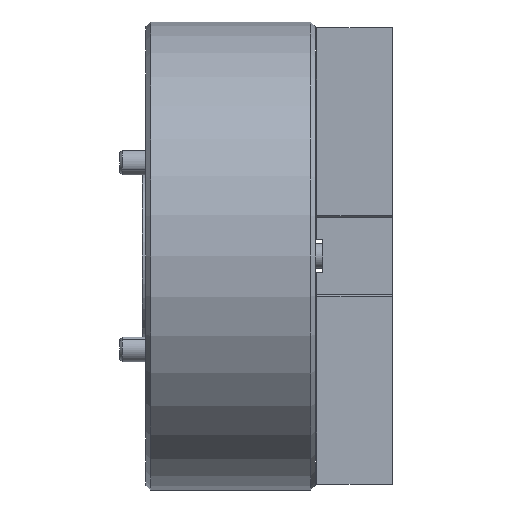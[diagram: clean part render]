
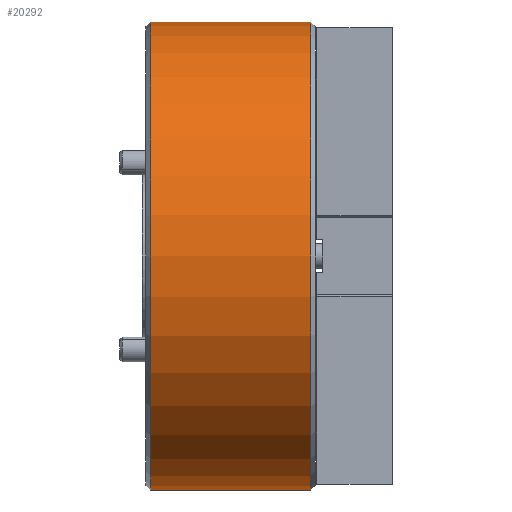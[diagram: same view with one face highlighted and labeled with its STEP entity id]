
A CAD part, front view. The second image highlights one B-rep face of the part: STEP entity #20292.
In plain terms, the highlighted cylindrical face has radius 152 mm (diameter 304 mm), a partial arc.
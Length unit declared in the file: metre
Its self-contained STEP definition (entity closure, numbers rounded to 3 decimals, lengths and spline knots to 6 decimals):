
#1130 = EDGE_CURVE ( 'NONE', #26554, #25847, #3251, .T. ) ;
#1701 = CIRCLE ( 'NONE', #7237, 0.152 ) ;
#2554 = VECTOR ( 'NONE', #23176, 1. ) ;
#2582 = DIRECTION ( 'NONE',  ( 1., 0., 0. ) ) ;
#3251 = LINE ( 'NONE', #25602, #2554 ) ;
#4382 = EDGE_CURVE ( 'NONE', #12888, #28569, #26859, .T. ) ;
#4664 = CARTESIAN_POINT ( 'NONE',  ( 0., 0., 0. ) ) ;
#5056 = ORIENTED_EDGE ( 'NONE', *, *, #15922, .T. ) ;
#5061 = CARTESIAN_POINT ( 'NONE',  ( -0.107, 0., 0. ) ) ;
#5225 = ORIENTED_EDGE ( 'NONE', *, *, #1130, .T. ) ;
#5933 = FACE_OUTER_BOUND ( 'NONE', #17784, .T. ) ;
#6062 = DIRECTION ( 'NONE',  ( -1., 0., 0. ) ) ;
#7237 = AXIS2_PLACEMENT_3D ( 'NONE', #19245, #6062, #21495 ) ;
#7287 = DIRECTION ( 'NONE',  ( 0., 0., 1. ) ) ;
#9232 = VECTOR ( 'NONE', #14652, 1. ) ;
#12111 = CARTESIAN_POINT ( 'NONE',  ( -0.003, 0., 0.152 ) ) ;
#12460 = CARTESIAN_POINT ( 'NONE',  ( 0., 0., 0.152 ) ) ;
#12888 = VERTEX_POINT ( 'NONE', #25072 ) ;
#13545 = DIRECTION ( 'NONE',  ( 0., 0., -1. ) ) ;
#14652 = DIRECTION ( 'NONE',  ( 1., 0., 0. ) ) ;
#15243 = CARTESIAN_POINT ( 'NONE',  ( -0.003, 0., -0.152 ) ) ;
#15922 = EDGE_CURVE ( 'NONE', #25847, #28569, #1701, .T. ) ;
#16247 = EDGE_CURVE ( 'NONE', #12888, #26554, #22694, .T. ) ;
#16456 = ORIENTED_EDGE ( 'NONE', *, *, #16247, .T. ) ;
#17784 = EDGE_LOOP ( 'NONE', ( #19366, #16456, #5225, #5056 ) ) ;
#18791 = AXIS2_PLACEMENT_3D ( 'NONE', #4664, #2582, #13545 ) ;
#19245 = CARTESIAN_POINT ( 'NONE',  ( -0.003, 0., 0. ) ) ;
#19366 = ORIENTED_EDGE ( 'NONE', *, *, #4382, .F. ) ;
#20292 = ADVANCED_FACE ( 'NONE', ( #5933 ), #28032, .T. ) ;
#20480 = DIRECTION ( 'NONE',  ( 1., 0., 0. ) ) ;
#21481 = AXIS2_PLACEMENT_3D ( 'NONE', #5061, #20480, #7287 ) ;
#21495 = DIRECTION ( 'NONE',  ( 0., 0., -1. ) ) ;
#22258 = CARTESIAN_POINT ( 'NONE',  ( -0.107, 0., -0.152 ) ) ;
#22694 = CIRCLE ( 'NONE', #21481, 0.152 ) ;
#23176 = DIRECTION ( 'NONE',  ( 1., 0., 0. ) ) ;
#25072 = CARTESIAN_POINT ( 'NONE',  ( -0.107, 0., 0.152 ) ) ;
#25602 = CARTESIAN_POINT ( 'NONE',  ( 0., 0., -0.152 ) ) ;
#25847 = VERTEX_POINT ( 'NONE', #15243 ) ;
#26554 = VERTEX_POINT ( 'NONE', #22258 ) ;
#26859 = LINE ( 'NONE', #12460, #9232 ) ;
#28032 = CYLINDRICAL_SURFACE ( 'NONE', #18791, 0.152 ) ;
#28569 = VERTEX_POINT ( 'NONE', #12111 ) ;
